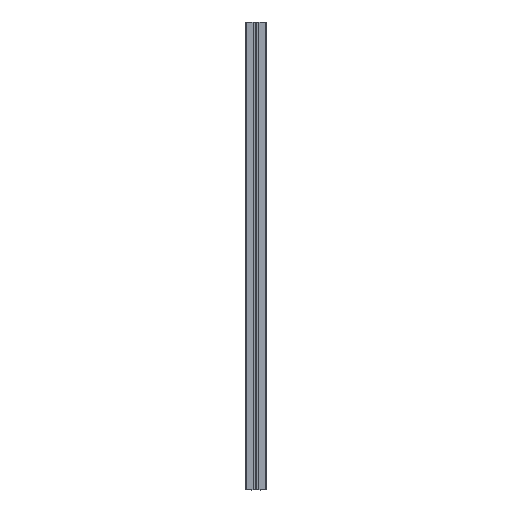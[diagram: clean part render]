
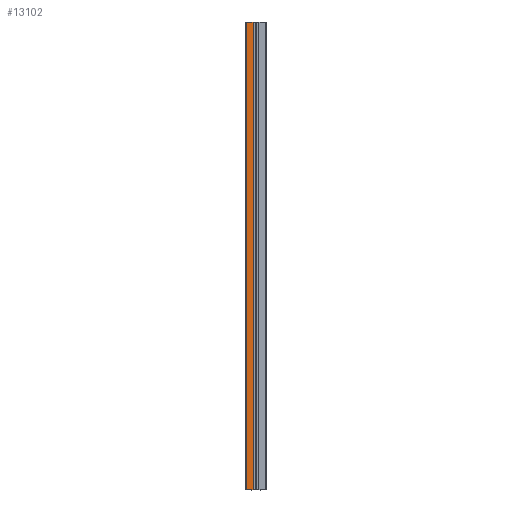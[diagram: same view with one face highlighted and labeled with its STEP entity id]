
A CAD part, left-side view. The second image highlights one B-rep face of the part: STEP entity #13102.
In plain terms, the highlighted planar face has unit normal (-1, 0, 0).
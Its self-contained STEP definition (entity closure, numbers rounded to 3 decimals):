
#301 = LINE ( 'NONE', #449, #1404 ) ;
#449 = CARTESIAN_POINT ( 'NONE',  ( -22.5, 22.5, -1000. ) ) ;
#1404 = VECTOR ( 'NONE', #16877, 1000. ) ;
#2279 = EDGE_CURVE ( 'NONE', #10615, #12247, #13440, .T. ) ;
#3105 = EDGE_CURVE ( 'NONE', #11416, #29752, #301, .T. ) ;
#3483 = DIRECTION ( 'NONE',  ( 0., 0., 1. ) ) ;
#6122 = AXIS2_PLACEMENT_3D ( 'NONE', #18318, #13821, #3483 ) ;
#6959 = DIRECTION ( 'NONE',  ( 0., 0., -1. ) ) ;
#10615 = VERTEX_POINT ( 'NONE', #21560 ) ;
#11416 = VERTEX_POINT ( 'NONE', #21048 ) ;
#11603 = CARTESIAN_POINT ( 'NONE',  ( -22.5, 20.5, -1000. ) ) ;
#12004 = ORIENTED_EDGE ( 'NONE', *, *, #16378, .T. ) ;
#12247 = VERTEX_POINT ( 'NONE', #14259 ) ;
#13029 = VECTOR ( 'NONE', #6959, 1000. ) ;
#13102 = ADVANCED_FACE ( 'NONE', ( #25427 ), #13494, .T. ) ;
#13127 = ORIENTED_EDGE ( 'NONE', *, *, #2279, .T. ) ;
#13440 = LINE ( 'NONE', #25983, #25659 ) ;
#13494 = PLANE ( 'NONE',  #6122 ) ;
#13821 = DIRECTION ( 'NONE',  ( -1., 0., 0. ) ) ;
#14248 = CARTESIAN_POINT ( 'NONE',  ( -22.5, 20.5, -1000. ) ) ;
#14259 = CARTESIAN_POINT ( 'NONE',  ( -22.5, 20.5, 0. ) ) ;
#16378 = EDGE_CURVE ( 'NONE', #12247, #29752, #20882, .T. ) ;
#16877 = DIRECTION ( 'NONE',  ( 0., 1., 0. ) ) ;
#18318 = CARTESIAN_POINT ( 'NONE',  ( -22.5, 22.5, -1000. ) ) ;
#19728 = DIRECTION ( 'NONE',  ( 0., 1., 0. ) ) ;
#20347 = ORIENTED_EDGE ( 'NONE', *, *, #3105, .F. ) ;
#20882 = LINE ( 'NONE', #11603, #13029 ) ;
#21048 = CARTESIAN_POINT ( 'NONE',  ( -22.5, 6.325, -1000. ) ) ;
#21560 = CARTESIAN_POINT ( 'NONE',  ( -22.5, 6.325, 0. ) ) ;
#21737 = DIRECTION ( 'NONE',  ( 0., 0., -1. ) ) ;
#22760 = EDGE_CURVE ( 'NONE', #10615, #11416, #28254, .T. ) ;
#24232 = VECTOR ( 'NONE', #21737, 1000. ) ;
#25308 = ORIENTED_EDGE ( 'NONE', *, *, #22760, .F. ) ;
#25427 = FACE_OUTER_BOUND ( 'NONE', #29357, .T. ) ;
#25659 = VECTOR ( 'NONE', #19728, 1000. ) ;
#25983 = CARTESIAN_POINT ( 'NONE',  ( -22.5, 22.5, 0. ) ) ;
#28254 = LINE ( 'NONE', #28845, #24232 ) ;
#28845 = CARTESIAN_POINT ( 'NONE',  ( -22.5, 6.325, -1000. ) ) ;
#29357 = EDGE_LOOP ( 'NONE', ( #13127, #12004, #20347, #25308 ) ) ;
#29752 = VERTEX_POINT ( 'NONE', #14248 ) ;
